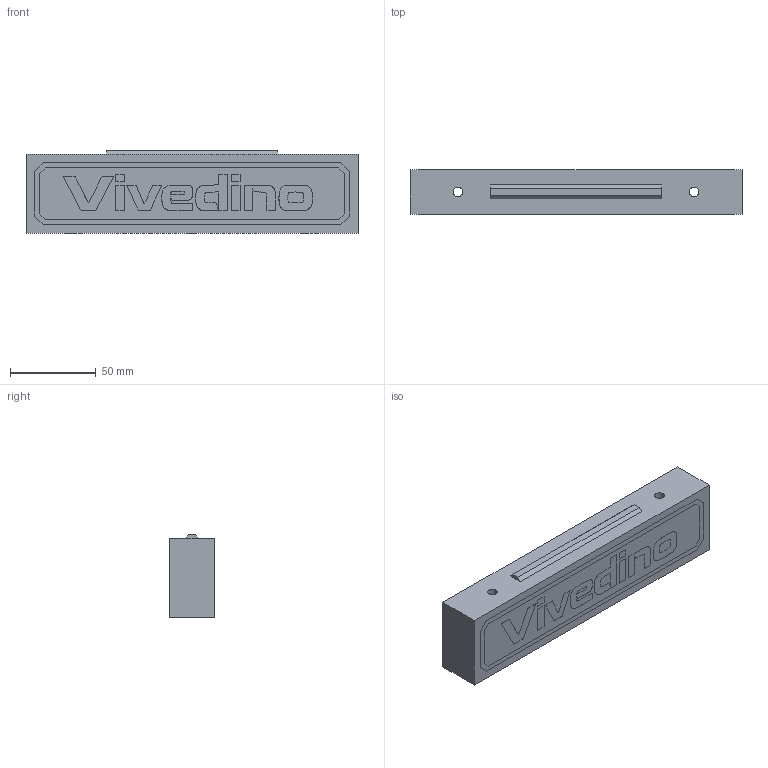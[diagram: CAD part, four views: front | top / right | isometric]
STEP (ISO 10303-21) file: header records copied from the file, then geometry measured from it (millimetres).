
FILE_DESCRIPTION(/* description */ (''),/* implementation_level */ '2;1');
FILE_NAME(/* name */ '02_19__XP__Skirt_Base_Vivedino___V1.0.step',/* time_stamp */ '2025-04-03T11:33:10+02:00',/* author */ (''),/* organization */ (''),/* preprocessor_version */ 'ST-DEVELOPER v20.1',/* originating_system */ 'Autodesk Translation Framework v14.4.0.0',/* authorisation */ '');
FILE_SCHEMA (('AUTOMOTIVE_DESIGN { 1 0 10303 214 3 1 1 }'));
Length unit declared in the file: millimetre
Products named in the file (1): 02_19__XP__Skirt_Base_Vivedino___V1.0
Bounding box: 193.3 x 26 x 48 mm (x, y, z)
Volume: 116922 mm3; surface area: 50640 mm2
Topology: 12 solids, 12 shells, 342 faces, 893 edges, 595 vertices
Faces by surface type: plane 205, bspline 122, cylinder 14, cone 1
Full cylindrical faces by diameter (mm): 4.3 x1, 5.5 x2, 10 x2
Entity records: 10717 total; most frequent: CARTESIAN_POINT 3417, ORIENTED_EDGE 1786, DIRECTION 1120, EDGE_CURVE 893, LINE 620, VECTOR 620, VERTEX_POINT 595, EDGE_LOOP 374
